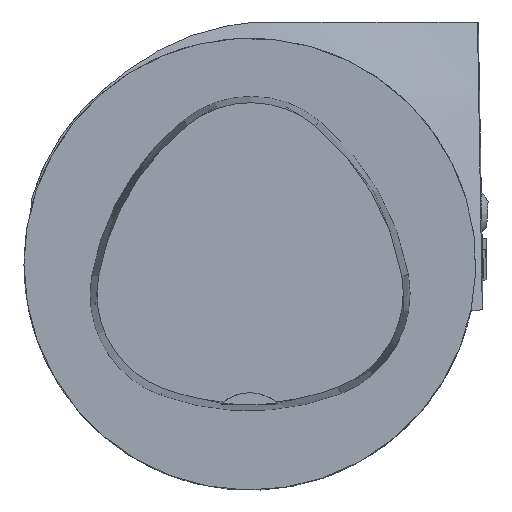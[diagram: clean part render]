
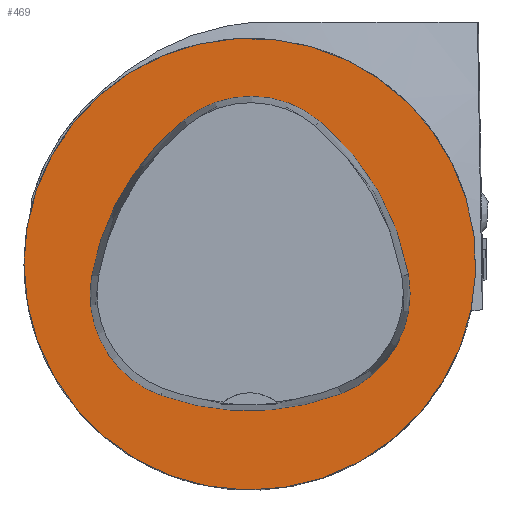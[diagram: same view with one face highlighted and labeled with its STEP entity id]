
A CAD part, top view. The second image highlights one B-rep face of the part: STEP entity #469.
In plain terms, the highlighted planar face has unit normal (0, 0, 1).
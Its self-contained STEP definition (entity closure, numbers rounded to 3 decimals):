
#193=CIRCLE('',#3179,31.5);
#198=CIRCLE('',#3218,15.);
#199=CIRCLE('',#3219,36.);
#200=CIRCLE('',#3220,15.);
#201=CIRCLE('',#3221,36.);
#202=CIRCLE('',#3222,15.);
#203=CIRCLE('',#3223,36.);
#469=ADVANCED_FACE('',(#1246,#1247),#635,.T.);
#635=PLANE('',#3224);
#1246=FACE_BOUND('',#1318,.T.);
#1247=FACE_BOUND('',#1319,.T.);
#1318=EDGE_LOOP('',(#1617,#1618,#1619,#1620,#1621,#1622));
#1319=EDGE_LOOP('',(#1623));
#1617=ORIENTED_EDGE('',*,*,#2700,.T.);
#1618=ORIENTED_EDGE('',*,*,#2701,.T.);
#1619=ORIENTED_EDGE('',*,*,#2702,.T.);
#1620=ORIENTED_EDGE('',*,*,#2703,.T.);
#1621=ORIENTED_EDGE('',*,*,#2704,.T.);
#1622=ORIENTED_EDGE('',*,*,#2705,.T.);
#1623=ORIENTED_EDGE('',*,*,#2656,.F.);
#2369=VERTEX_POINT('',#4521);
#2392=VERTEX_POINT('',#4635);
#2393=VERTEX_POINT('',#4636);
#2394=VERTEX_POINT('',#4638);
#2395=VERTEX_POINT('',#4640);
#2396=VERTEX_POINT('',#4642);
#2397=VERTEX_POINT('',#4644);
#2656=EDGE_CURVE('',#2369,#2369,#193,.T.);
#2700=EDGE_CURVE('',#2392,#2393,#198,.T.);
#2701=EDGE_CURVE('',#2393,#2394,#199,.T.);
#2702=EDGE_CURVE('',#2394,#2395,#200,.T.);
#2703=EDGE_CURVE('',#2395,#2396,#201,.T.);
#2704=EDGE_CURVE('',#2396,#2397,#202,.T.);
#2705=EDGE_CURVE('',#2397,#2392,#203,.T.);
#3179=AXIS2_PLACEMENT_3D('',#4520,#3533,#3534);
#3218=AXIS2_PLACEMENT_3D('',#4634,#3635,#3636);
#3219=AXIS2_PLACEMENT_3D('',#4637,#3637,#3638);
#3220=AXIS2_PLACEMENT_3D('',#4639,#3639,#3640);
#3221=AXIS2_PLACEMENT_3D('',#4641,#3641,#3642);
#3222=AXIS2_PLACEMENT_3D('',#4643,#3643,#3644);
#3223=AXIS2_PLACEMENT_3D('',#4645,#3645,#3646);
#3224=AXIS2_PLACEMENT_3D('',#4646,#3647,#3648);
#3533=DIRECTION('',(0.,0.,-1.));
#3534=DIRECTION('',(-1.,0.,0.));
#3635=DIRECTION('',(0.,0.,-1.));
#3636=DIRECTION('',(-1.,0.,0.));
#3637=DIRECTION('',(0.,0.,-1.));
#3638=DIRECTION('',(-1.,0.,0.));
#3639=DIRECTION('',(0.,0.,-1.));
#3640=DIRECTION('',(-1.,0.,0.));
#3641=DIRECTION('',(0.,0.,-1.));
#3642=DIRECTION('',(-1.,0.,0.));
#3643=DIRECTION('',(0.,0.,-1.));
#3644=DIRECTION('',(-1.,0.,0.));
#3645=DIRECTION('',(0.,0.,-1.));
#3646=DIRECTION('',(-1.,0.,0.));
#3647=DIRECTION('',(0.,0.,1.));
#3648=DIRECTION('',(1.,0.,0.));
#4520=CARTESIAN_POINT('',(0.,0.,0.));
#4521=CARTESIAN_POINT('',(-31.5,0.,0.));
#4634=CARTESIAN_POINT('',(-7.275,-4.2,0.));
#4635=CARTESIAN_POINT('',(-12.373,-18.307,0.));
#4636=CARTESIAN_POINT('',(-22.041,-1.562,0.));
#4637=CARTESIAN_POINT('',(13.398,-7.893,0.));
#4638=CARTESIAN_POINT('',(-9.317,20.036,0.));
#4639=CARTESIAN_POINT('',(0.148,8.399,0.));
#4640=CARTESIAN_POINT('',(9.779,19.898,0.));
#4641=CARTESIAN_POINT('',(-13.337,-7.7,0.));
#4642=CARTESIAN_POINT('',(22.122,-1.48,0.));
#4643=CARTESIAN_POINT('',(7.347,-4.071,0.));
#4644=CARTESIAN_POINT('',(12.693,-18.087,0.));
#4645=CARTESIAN_POINT('',(-0.137,15.55,0.));
#4646=CARTESIAN_POINT('',(0.,0.,0.));
